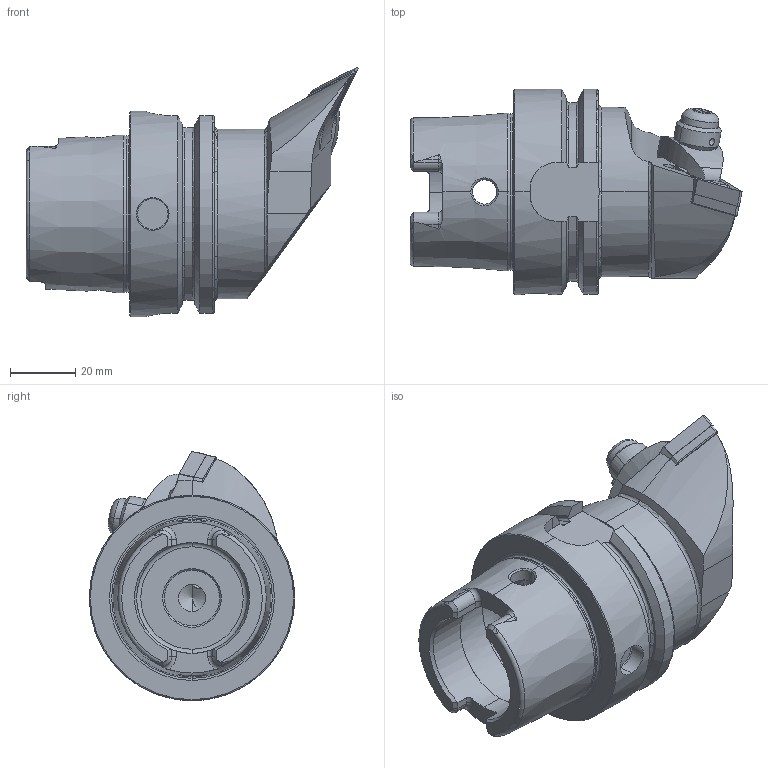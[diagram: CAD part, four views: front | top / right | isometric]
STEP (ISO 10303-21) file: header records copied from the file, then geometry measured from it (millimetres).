
FILE_DESCRIPTION (( 'STEP AP214' ), '1' );
FILE_NAME ('HA6.KVD.LPA.070.STEP', '2020-09-17T08:01:04', ( '' ), ( '' ), 'SwSTEP 2.0', 'SolidWorks 2017', '' );
FILE_SCHEMA (( 'AUTOMOTIVE_DESIGN' ));
Length unit declared in the file: millimetre
Products named in the file (11): WVD-ER2.101.003_A; WCC-ER3.102.024_C; WCC-ER5.102.012_B; HA6.KVD.LPA.070; VNMG160404; WCB-ER2.001.009_A; WCC-ER4.103.032_A; ISO 13337 - 3 x 12_PreviewCfg; HA6-KVD.LPA.070_E; KVT_MB_600_050; WCC-ER5.102.005_A
Assembly tree (10 placements, depth 2):
  HA6.KVD.LPA.070
    HA6-KVD.LPA.070_E
    WVD-ER2.101.003_A
    WCB-ER2.001.009_A
    VNMG160404
    WCC-ER3.102.024_C
    WCC-ER4.103.032_A
    WCC-ER5.102.005_A
    KVT_MB_600_050
    WCC-ER5.102.012_B
    ISO 13337 - 3 x 12_PreviewCfg
Bounding box: 101.9 x 63 x 76.5 mm (x, y, z)
Volume: 138592.6 mm3; surface area: 33811.9 mm2
Topology: 11 solids, 11 shells, 469 faces, 1174 edges, 718 vertices
Faces by surface type: cylinder 153, plane 125, cone 108, torus 62, bspline 17, sphere 4
Entity records: 17718 total; most frequent: CARTESIAN_POINT 5180, ORIENTED_EDGE 2314, DIRECTION 2255, EDGE_CURVE 1157, AXIS2_PLACEMENT_3D 912, VERTEX_POINT 715, EDGE_LOOP 498, ADVANCED_FACE 469
